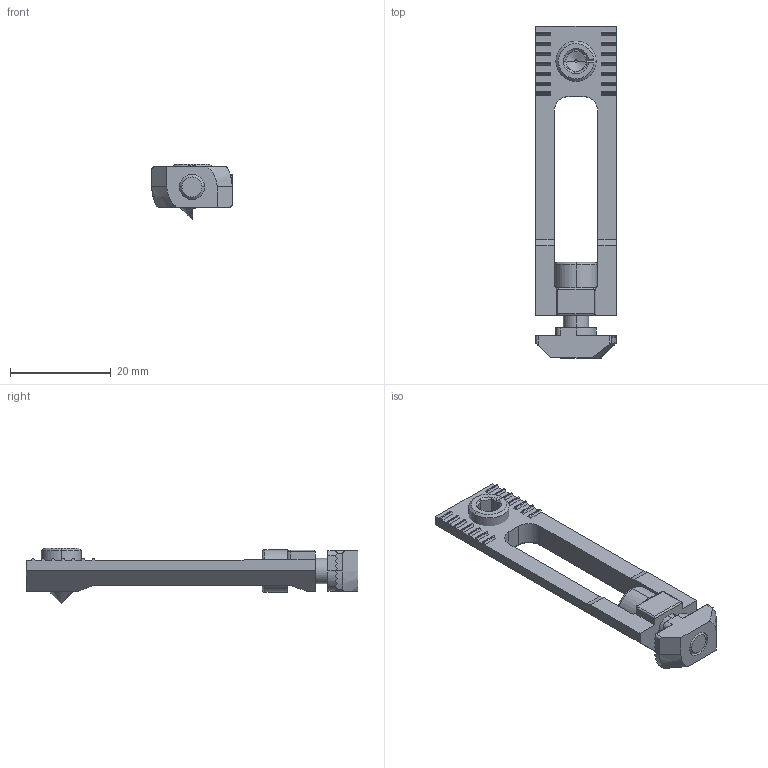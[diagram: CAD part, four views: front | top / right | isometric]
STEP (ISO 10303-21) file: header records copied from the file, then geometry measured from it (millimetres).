
FILE_DESCRIPTION (( 'STEP AP214' ), '1' );
FILE_NAME ('6128050', '2019-01-28T15:47:59', ( '' ), ('JUGARD+KÜNSTNER GmbH'), 'SwSTEP 2.0', 'SolidWorks 2017', '' );
FILE_SCHEMA (( 'AUTOMOTIVE_DESIGN' ));
Length unit declared in the file: millimetre
Products named in the file (5): 6128050; Part3; Part4; Part2; Part1
Assembly tree (4 placements, depth 2):
  6128050
    Part2
    Part3
    Part4
    Part1
Bounding box: 16 x 66 x 11 mm (x, y, z)
Volume: 3634.4 mm3; surface area: 3748.6 mm2
Topology: 4 solids, 4 shells, 275 faces, 759 edges, 491 vertices
Faces by surface type: plane 151, cylinder 86, cone 24, bspline 14
Entity records: 12575 total; most frequent: CARTESIAN_POINT 2540, ORIENTED_EDGE 1508, DIRECTION 1343, EDGE_CURVE 754, VERTEX_POINT 490, VECTOR 471, LINE 471, AXIS2_PLACEMENT_3D 436
